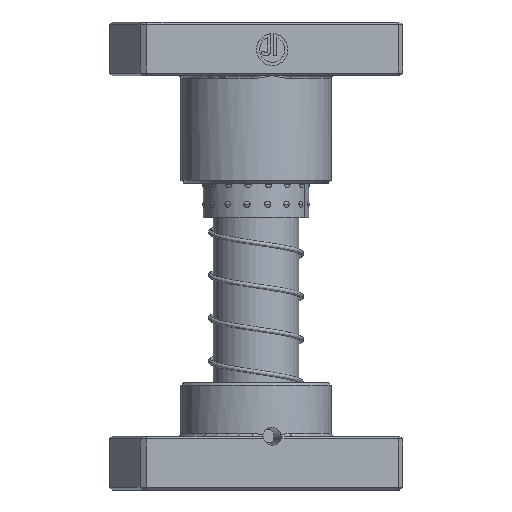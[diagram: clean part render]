
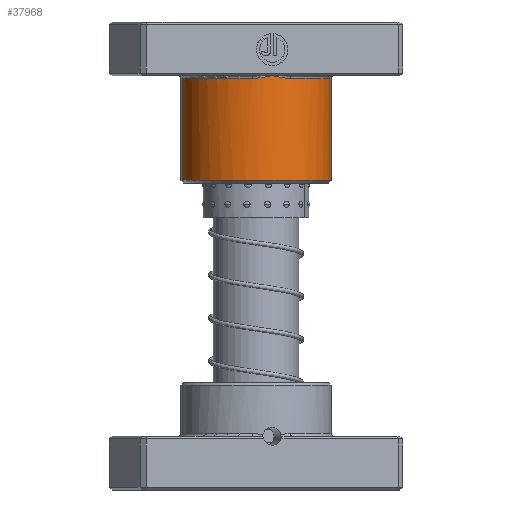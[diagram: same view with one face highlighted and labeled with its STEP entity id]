
A CAD part, front view. The second image highlights one B-rep face of the part: STEP entity #37968.
In plain terms, the highlighted cylindrical face has radius 28 mm (diameter 56 mm), a partial arc.
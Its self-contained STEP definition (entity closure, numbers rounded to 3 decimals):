
#9 = CARTESIAN_POINT ( 'NONE',  ( 1.223, 27.975, 20.234 ) ) ;
#147 = CARTESIAN_POINT ( 'NONE',  ( -2.448, 27.92, 20.472 ) ) ;
#1079 = EDGE_CURVE ( 'NONE', #32200, #40680, #23834, .T. ) ;
#1774 = CARTESIAN_POINT ( 'NONE',  ( 0., 0., 60. ) ) ;
#3221 = CARTESIAN_POINT ( 'NONE',  ( 0., 28., 20. ) ) ;
#3347 = CARTESIAN_POINT ( 'NONE',  ( 0.304, 28., 20.058 ) ) ;
#3515 = CARTESIAN_POINT ( 'NONE',  ( -4.873, 27.58, 20.837 ) ) ;
#3530 = ORIENTED_EDGE ( 'NONE', *, *, #32712, .T. ) ;
#4737 = CARTESIAN_POINT ( 'NONE',  ( -28., 0., 59. ) ) ;
#6581 = CARTESIAN_POINT ( 'NONE',  ( -1.223, 28., 20.235 ) ) ;
#6834 = ORIENTED_EDGE ( 'NONE', *, *, #18377, .T. ) ;
#6860 = CARTESIAN_POINT ( 'NONE',  ( -6.685, 27.198, 21. ) ) ;
#7451 = ORIENTED_EDGE ( 'NONE', *, *, #28994, .T. ) ;
#7681 = AXIS2_PLACEMENT_3D ( 'NONE', #33338, #13263, #36711 ) ;
#8076 = CARTESIAN_POINT ( 'NONE',  ( 7.289, 27.034, 21. ) ) ;
#8580 = ORIENTED_EDGE ( 'NONE', *, *, #22361, .T. ) ;
#9120 = EDGE_CURVE ( 'NONE', #33067, #21238, #16501, .T. ) ;
#9605 = CARTESIAN_POINT ( 'NONE',  ( 28., 0., 60. ) ) ;
#9921 = CARTESIAN_POINT ( 'NONE',  ( 6.081, 27.339, 20.959 ) ) ;
#13263 = DIRECTION ( 'NONE',  ( 0., 0., 1. ) ) ;
#13307 = CARTESIAN_POINT ( 'NONE',  ( 4.873, 27.58, 20.837 ) ) ;
#14594 = CARTESIAN_POINT ( 'NONE',  ( 0., 0., 21. ) ) ;
#14841 = CARTESIAN_POINT ( 'NONE',  ( -28., 0., 21. ) ) ;
#15096 = CARTESIAN_POINT ( 'NONE',  ( 28., 0., 21. ) ) ;
#15097 = DIRECTION ( 'NONE',  ( 0., 0., -1. ) ) ;
#15479 = ORIENTED_EDGE ( 'NONE', *, *, #38923, .F. ) ;
#16501 = B_SPLINE_CURVE_WITH_KNOTS ( 'NONE', 3,
 ( #39956, #16510, #9921, #13307, #36752, #16667, #40097, #20001, #9, #23375, #3347, #26760 ),
 .UNSPECIFIED., .F., .F.,
 ( 4, 2, 2, 2, 2, 4 ),
 ( 0., 0.002, 0.004, 0.006, 0.006, 0.007 ),
 .UNSPECIFIED. ) ;
#16510 = CARTESIAN_POINT ( 'NONE',  ( 6.685, 27.198, 21. ) ) ;
#16667 = CARTESIAN_POINT ( 'NONE',  ( 3.054, 27.84, 20.566 ) ) ;
#16736 = AXIS2_PLACEMENT_3D ( 'NONE', #17255, #40718, #20626 ) ;
#16850 = CARTESIAN_POINT ( 'NONE',  ( -7.289, 27.034, 21. ) ) ;
#17193 = CARTESIAN_POINT ( 'NONE',  ( -28., 0., 60. ) ) ;
#17255 = CARTESIAN_POINT ( 'NONE',  ( 0., 0., 59. ) ) ;
#17937 = DIRECTION ( 'NONE',  ( 1., 0., 0. ) ) ;
#18377 = EDGE_CURVE ( 'NONE', #34445, #33067, #35331, .T. ) ;
#19687 = DIRECTION ( 'NONE',  ( 0., 0., -1. ) ) ;
#20001 = CARTESIAN_POINT ( 'NONE',  ( 1.529, 27.96, 20.291 ) ) ;
#20106 = CARTESIAN_POINT ( 'NONE',  ( 28., 0., 59. ) ) ;
#20626 = DIRECTION ( 'NONE',  ( 1., 0., 0. ) ) ;
#21238 = VERTEX_POINT ( 'NONE', #31408 ) ;
#22144 = AXIS2_PLACEMENT_3D ( 'NONE', #1774, #15097, #34145 ) ;
#22361 = EDGE_CURVE ( 'NONE', #29578, #34084, #30855, .T. ) ;
#22860 = B_SPLINE_CURVE_WITH_KNOTS ( 'NONE', 3,
 ( #3221, #6581, #147, #23523, #3515, #26922, #6860, #30298 ),
 .UNSPECIFIED., .F., .F.,
 ( 4, 2, 2, 4 ),
 ( 0., 0.004, 0.006, 0.007 ),
 .UNSPECIFIED. ) ;
#23375 = CARTESIAN_POINT ( 'NONE',  ( 0.611, 27.995, 20.118 ) ) ;
#23523 = CARTESIAN_POINT ( 'NONE',  ( -4.268, 27.68, 20.755 ) ) ;
#23834 = CIRCLE ( 'NONE', #16736, 28. ) ;
#24370 = AXIS2_PLACEMENT_3D ( 'NONE', #14594, #38083, #17937 ) ;
#26071 = LINE ( 'NONE', #17193, #42876 ) ;
#26760 = CARTESIAN_POINT ( 'NONE',  ( 0., 28., 20. ) ) ;
#26922 = CARTESIAN_POINT ( 'NONE',  ( -6.081, 27.339, 20.959 ) ) ;
#27686 = LINE ( 'NONE', #9605, #43478 ) ;
#28994 = EDGE_CURVE ( 'NONE', #40680, #34445, #27686, .T. ) ;
#29578 = VERTEX_POINT ( 'NONE', #16850 ) ;
#29888 = ORIENTED_EDGE ( 'NONE', *, *, #1079, .T. ) ;
#30298 = CARTESIAN_POINT ( 'NONE',  ( -7.289, 27.034, 21. ) ) ;
#30855 = CIRCLE ( 'NONE', #24370, 28. ) ;
#31408 = CARTESIAN_POINT ( 'NONE',  ( 0., 28., 20. ) ) ;
#31501 = ORIENTED_EDGE ( 'NONE', *, *, #9120, .T. ) ;
#32200 = VERTEX_POINT ( 'NONE', #4737 ) ;
#32712 = EDGE_CURVE ( 'NONE', #21238, #29578, #22860, .T. ) ;
#33067 = VERTEX_POINT ( 'NONE', #8076 ) ;
#33338 = CARTESIAN_POINT ( 'NONE',  ( 0., 0., 21. ) ) ;
#33490 = FACE_OUTER_BOUND ( 'NONE', #34990, .T. ) ;
#34067 = DIRECTION ( 'NONE',  ( 0., 0., -1. ) ) ;
#34084 = VERTEX_POINT ( 'NONE', #14841 ) ;
#34145 = DIRECTION ( 'NONE',  ( -1., 0., 0. ) ) ;
#34445 = VERTEX_POINT ( 'NONE', #15096 ) ;
#34990 = EDGE_LOOP ( 'NONE', ( #29888, #7451, #6834, #31501, #3530, #8580, #15479 ) ) ;
#35331 = CIRCLE ( 'NONE', #7681, 28. ) ;
#36711 = DIRECTION ( 'NONE',  ( 1., 0., 0. ) ) ;
#36752 = CARTESIAN_POINT ( 'NONE',  ( 4.268, 27.68, 20.755 ) ) ;
#37968 = ADVANCED_FACE ( 'NONE', ( #33490 ), #41345, .T. ) ;
#38083 = DIRECTION ( 'NONE',  ( 0., 0., 1. ) ) ;
#38923 = EDGE_CURVE ( 'NONE', #32200, #34084, #26071, .T. ) ;
#39956 = CARTESIAN_POINT ( 'NONE',  ( 7.289, 27.034, 21. ) ) ;
#40097 = CARTESIAN_POINT ( 'NONE',  ( 2.446, 27.9, 20.46 ) ) ;
#40680 = VERTEX_POINT ( 'NONE', #20106 ) ;
#40718 = DIRECTION ( 'NONE',  ( 0., 0., -1. ) ) ;
#41345 = CYLINDRICAL_SURFACE ( 'NONE', #22144, 28. ) ;
#42876 = VECTOR ( 'NONE', #34067, 1000. ) ;
#43478 = VECTOR ( 'NONE', #19687, 1000. ) ;
